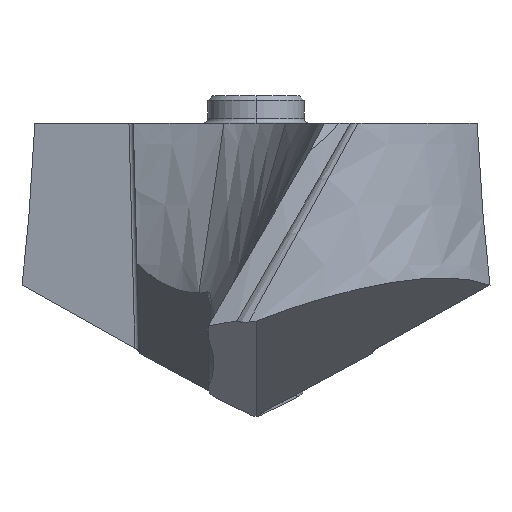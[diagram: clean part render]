
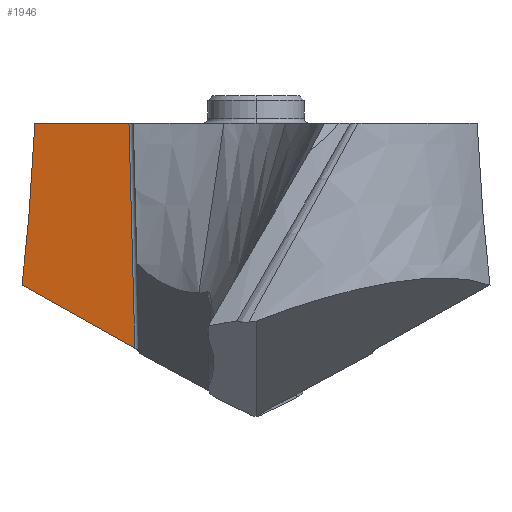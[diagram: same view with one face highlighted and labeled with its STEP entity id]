
A CAD part, left-side view. The second image highlights one B-rep face of the part: STEP entity #1946.
In plain terms, the highlighted planar face has unit normal (-0.925, 0.337, 0.174).
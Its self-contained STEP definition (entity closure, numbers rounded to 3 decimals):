
#205=DIRECTION('',(0.342,0.94,0.));
#206=VECTOR('',#205,3.096);
#207=CARTESIAN_POINT('',(3.186,3.929,0.));
#208=LINE('',#207,#206);
#445=DIRECTION('',(-0.379,-0.808,-0.451));
#446=VECTOR('',#445,4.319);
#447=CARTESIAN_POINT('',(3.45,7.237,-5.011));
#448=LINE('',#447,#446);
#453=CARTESIAN_POINT('',(4.245,6.838,0.));
#454=CARTESIAN_POINT('',(4.18,6.86,-0.388));
#455=CARTESIAN_POINT('',(4.058,6.901,-1.119));
#456=CARTESIAN_POINT('',(3.9,6.963,-2.077));
#457=CARTESIAN_POINT('',(3.767,7.025,-2.907));
#458=CARTESIAN_POINT('',(3.65,7.09,-3.656));
#459=CARTESIAN_POINT('',(3.545,7.16,-4.353));
#460=CARTESIAN_POINT('',(3.48,7.211,-4.796));
#461=CARTESIAN_POINT('',(3.45,7.237,-5.011));
#463=CARTESIAN_POINT('',(3.45,7.237,-5.011));
#488=CARTESIAN_POINT('',(3.186,3.929,0.));
#504=DIRECTION('',(0.193,0.026,0.981));
#505=VECTOR('',#504,7.094);
#506=CARTESIAN_POINT('',(1.814,3.746,-6.958));
#507=LINE('',#506,#505);
#1051=VERTEX_POINT('',#488);
#1052=CARTESIAN_POINT('',(4.245,6.838,0.));
#1053=VERTEX_POINT('',#1052);
#1091=VERTEX_POINT('',#463);
#1092=CARTESIAN_POINT('',(1.814,3.746,-6.958));
#1093=VERTEX_POINT('',#1092);
#1934=CARTESIAN_POINT('',(-0.392,3.326,
-17.898));
#1935=DIRECTION('',(0.925,-0.337,-0.174));
#1936=DIRECTION('',(0.326,0.941,-0.089));
#1937=AXIS2_PLACEMENT_3D('',#1934,#1935,#1936);
#1938=PLANE('',#1937);
#1939=ORIENTED_EDGE('',*,*,#1415,.F.);
#1941=ORIENTED_EDGE('',*,*,#1940,.F.);
#1942=ORIENTED_EDGE('',*,*,#1827,.F.);
#1943=ORIENTED_EDGE('',*,*,#1919,.F.);
#1944=EDGE_LOOP('',(#1939,#1941,#1942,#1943));
#1945=FACE_OUTER_BOUND('',#1944,.F.);
#462=B_SPLINE_CURVE_WITH_KNOTS('',3,(#453,#454,#455,#456,#457,#458,#459,#460,
#461),.UNSPECIFIED.,.F.,.F.,(4,1,1,1,1,1,4),(0.,0.167,
0.333,0.5,0.667,0.833,1.),
.UNSPECIFIED.);
#1415=EDGE_CURVE('',#1051,#1053,#208,.T.);
#1827=EDGE_CURVE('',#1091,#1093,#448,.T.);
#1919=EDGE_CURVE('',#1053,#1091,#462,.T.);
#1940=EDGE_CURVE('',#1093,#1051,#507,.T.);
#1946=ADVANCED_FACE('',(#1945),#1938,.F.);
